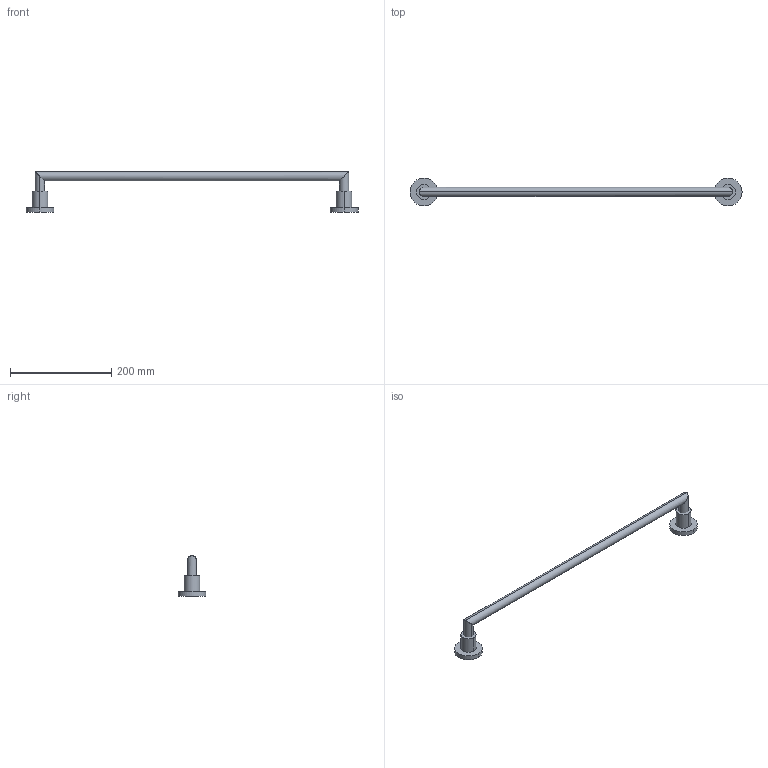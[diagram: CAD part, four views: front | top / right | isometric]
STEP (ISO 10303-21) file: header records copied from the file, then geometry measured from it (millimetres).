
FILE_DESCRIPTION (( 'STEP AP203' ), '1' );
FILE_NAME ('83060892-00.STEP', '2018-07-04T05:54:38', ( '' ), ( '' ), 'SwSTEP 2.0', 'SolidWorks 2017', '' );
FILE_SCHEMA (( 'CONFIG_CONTROL_DESIGN' ));
Length unit declared in the file: millimetre
Products named in the file (3): Planungsmodell_Brausestange-+-36.009.780-01_ _K4_�18x600x42; Planungsmodell_Rohr-+-10.060.780-02_ _K14_D55x9,5_D30,3x32,5; 83060892-00
Assembly tree (3 placements, depth 2):
  83060892-00
    Planungsmodell_Rohr-+-10.060.780-02_ _K14_D55x9,5_D30,3x32,5  x2
    Planungsmodell_Brausestange-+-36.009.780-01_ _K4_�18x600x42
Bounding box: 655 x 55 x 80 mm (x, y, z)
Volume: 263691 mm3; surface area: 57989.1 mm2
Topology: 3 solids, 3 shells, 22 faces, 40 edges, 26 vertices
Faces by surface type: cylinder 14, plane 8
Entity records: 715 total; most frequent: CARTESIAN_POINT 85, DIRECTION 76, ORIENTED_EDGE 56, AXIS2_PLACEMENT_3D 33, EDGE_CURVE 28, PERSON_AND_ORGANIZATION 27, DATE_AND_TIME 21, CALENDAR_DATE 21
